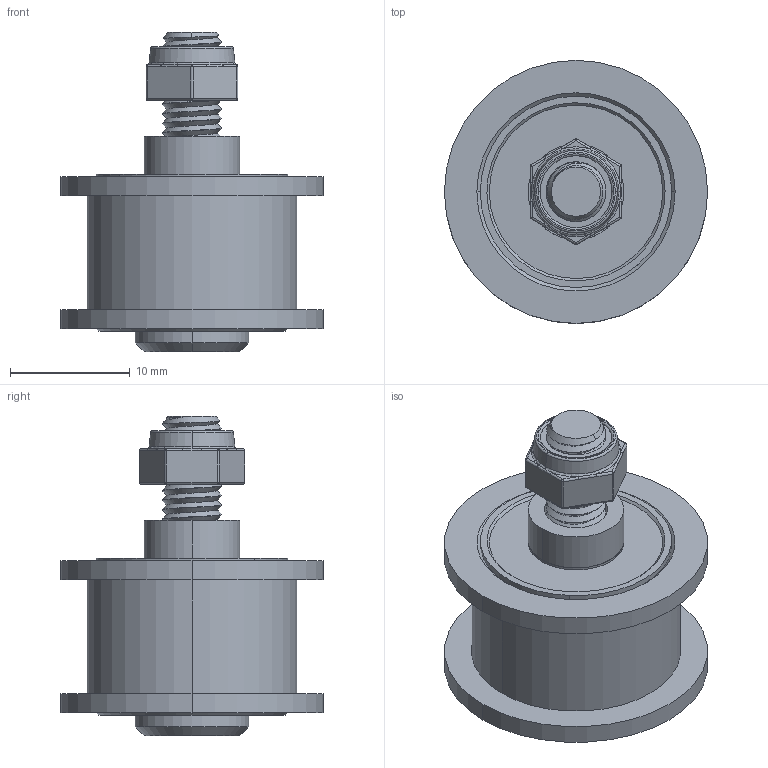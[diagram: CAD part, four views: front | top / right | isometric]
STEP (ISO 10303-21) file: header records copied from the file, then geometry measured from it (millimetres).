
FILE_DESCRIPTION (( 'STEP AP214' ), '1' );
FILE_NAME ('Idler Wheel Assembly.step', '2015-01-21T14:50:50', ( 'Mark' ), ( '' ), 'SwSTEP 2.0', 'SolidWorks 2013', '' );
FILE_SCHEMA (( 'AUTOMOTIVE_DESIGN' ));
Length unit declared in the file: millimetre
Products named in the file (7): Nylon Insert Hex Locknut 5mm; 5mm Precision Washer; Precision Ball Bearing; V-Slot Idler Pulley; Idler Wheel Assembly; .125 Inch Aluminum Spacer; 5mm x 25mm Low Profile Socket Head Screw
Assembly tree (7 placements, depth 2):
  Idler Wheel Assembly
    V-Slot Idler Pulley
    Precision Ball Bearing  x2
    5mm Precision Washer
    Nylon Insert Hex Locknut 5mm
    5mm x 25mm Low Profile Socket Head Screw
    .125 Inch Aluminum Spacer
Bounding box: 22 x 22 x 26.75 mm (x, y, z)
Volume: 3618.5 mm3; surface area: 4799 mm2
Topology: 8 solids, 8 shells, 247 faces, 573 edges, 353 vertices
Faces by surface type: cylinder 135, plane 50, cone 27, torus 14, sphere 12, bspline 9
Entity records: 11418 total; most frequent: CARTESIAN_POINT 6160, ORIENTED_EDGE 1034, DIRECTION 1007, EDGE_CURVE 517, AXIS2_PLACEMENT_3D 409, VERTEX_POINT 319, EDGE_LOOP 246, ADVANCED_FACE 223
